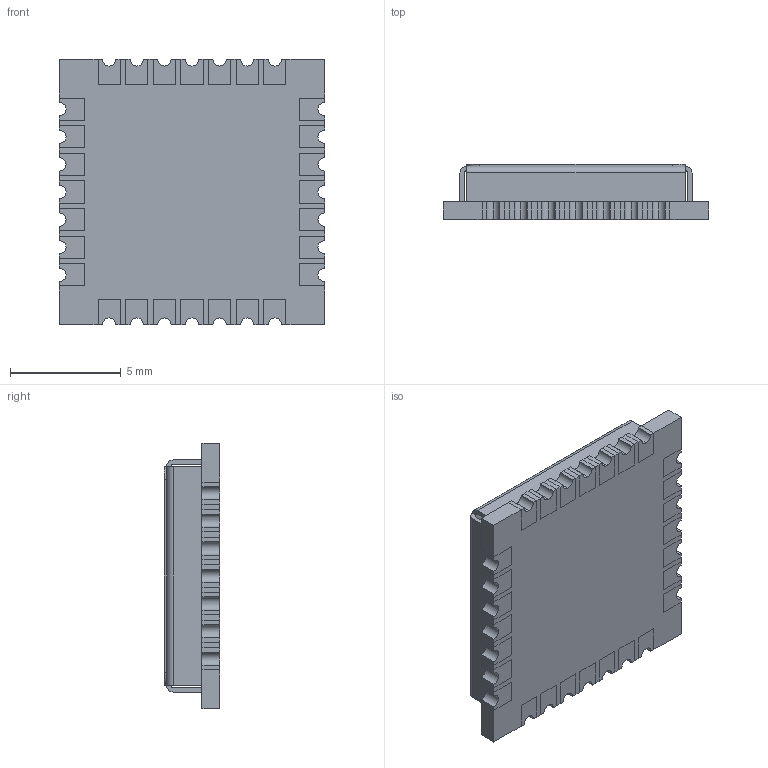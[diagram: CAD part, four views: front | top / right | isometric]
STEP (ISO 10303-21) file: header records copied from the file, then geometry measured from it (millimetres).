
FILE_DESCRIPTION (( 'STEP AP214' ), '1' );
FILE_NAME ('317990829.STEP', '2023-05-05T22:08:04', ( '' ), ( '' ), 'SwSTEP 2.0', 'SolidWorks 2021', '' );
FILE_SCHEMA (( 'AUTOMOTIVE_DESIGN' ));
Length unit declared in the file: millimetre
Products named in the file (1): 317990829
Bounding box: 12 x 2.5 x 12 mm (x, y, z)
Volume: 154.2 mm3; surface area: 1008.1 mm2
Topology: 32 solids, 32 shells, 395 faces, 977 edges, 646 vertices
Faces by surface type: plane 344, cylinder 51
Entity records: 11842 total; most frequent: CARTESIAN_POINT 2019, ORIENTED_EDGE 1954, DIRECTION 1871, EDGE_CURVE 977, VECTOR 875, LINE 875, VERTEX_POINT 646, AXIS2_PLACEMENT_3D 498
